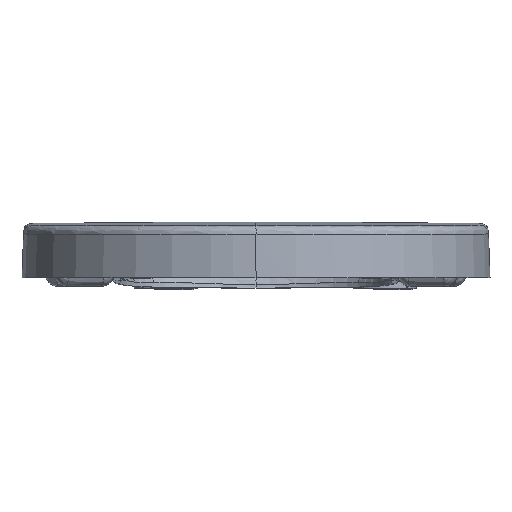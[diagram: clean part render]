
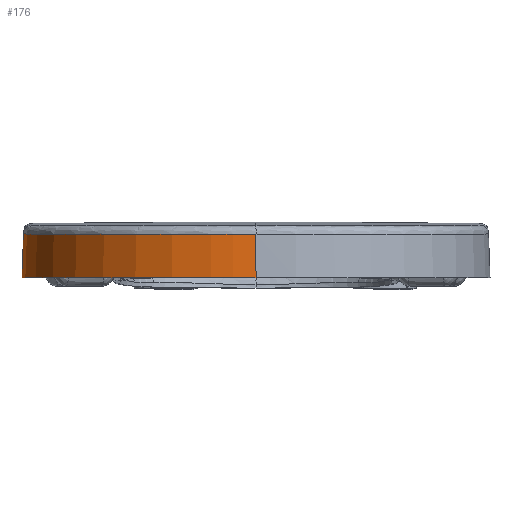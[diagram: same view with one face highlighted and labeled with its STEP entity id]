
A CAD part, front view. The second image highlights one B-rep face of the part: STEP entity #176.
In plain terms, the highlighted free-form (B-spline) face has degree [2, 1] with [9, 2] control points.
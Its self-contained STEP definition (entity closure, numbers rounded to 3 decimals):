
#176=ADVANCED_FACE('',(#967),#12190,.T.);
#967=FACE_OUTER_BOUND('',#1758,.T.);
#1758=EDGE_LOOP('',(#2624,#2625,#2626,#2627));
#2624=ORIENTED_EDGE('',*,*,#6588,.T.);
#2625=ORIENTED_EDGE('',*,*,#6566,.F.);
#2626=ORIENTED_EDGE('',*,*,#6584,.F.);
#2627=ORIENTED_EDGE('',*,*,#6678,.T.);
#6566=EDGE_CURVE('',#10562,#10561,#9048,.T.);
#6584=EDGE_CURVE('',#10569,#10562,#9066,.T.);
#6588=EDGE_CURVE('',#10573,#10561,#9070,.T.);
#6678=EDGE_CURVE('',#10569,#10573,#8567,.T.);
#8567=(
BOUNDED_CURVE()
B_SPLINE_CURVE(2,(#19981,#19982,#19983,#19984,#19985),.UNSPECIFIED.,.F.,
 .F.)
B_SPLINE_CURVE_WITH_KNOTS((3,2,3),(0.,142.64,285.281),
 .UNSPECIFIED.)
CURVE()
GEOMETRIC_REPRESENTATION_ITEM()
RATIONAL_B_SPLINE_CURVE((1.,0.924,1.,0.924,1.))
REPRESENTATION_ITEM('')
);
#9048=B_SPLINE_CURVE_WITH_KNOTS('',3,(#18907,#18908,#18909,#18910,#18911,
#18912,#18913,#18914,#18915,#18916,#18917,#18918,#18919,#18920,#18921,#18922,
#18923,#18924,#18925,#18926,#18927,#18928,#18929,#18930,#18931,#18932,#18933,
#18934,#18935,#18936,#18937,#18938,#18939,#18940,#18941,#18942,#18943,#18944,
#18945,#18946,#18947,#18948),.UNSPECIFIED.,.F.,.F.,(4,1,1,1,1,1,1,1,1,1,
1,1,1,1,1,1,1,1,1,1,1,1,1,1,1,1,1,1,1,1,1,1,1,1,1,1,1,1,1,4),(-283.491,
-276.502,-269.074,-261.796,-254.655,
-247.627,-240.703,-233.885,-227.181,
-220.569,-214.02,-207.5,-200.977,
-194.424,-187.836,-181.229,-174.593,
-167.894,-161.09,-154.132,-146.971,
-139.588,-132.002,-124.291,-116.526,
-108.75,-100.95,-93.105,-85.251,
-77.429,-69.635,-61.854,-54.058,
-46.237,-38.399,-30.575,-22.766,
-14.962,-7.153,0.),.UNSPECIFIED.);
#9066=B_SPLINE_CURVE_WITH_KNOTS('',1,(#19258,#19259),.UNSPECIFIED.,.F.,
 .F.,(2,2),(-33.973,0.),.UNSPECIFIED.);
#9070=B_SPLINE_CURVE_WITH_KNOTS('',1,(#19270,#19271),.UNSPECIFIED.,.F.,
 .F.,(2,2),(0.,33.69),.UNSPECIFIED.);
#10561=VERTEX_POINT('',#18739);
#10562=VERTEX_POINT('',#18740);
#10569=VERTEX_POINT('',#18747);
#10573=VERTEX_POINT('',#18751);
#12190=(
BOUNDED_SURFACE()
B_SPLINE_SURFACE(2,1,((#15042,#15043),(#15044,#15045),(#15046,#15047),(#15048,
#15049),(#15050,#15051),(#15052,#15053),(#15054,#15055),(#15056,#15057),
(#15058,#15059)),.UNSPECIFIED.,.T.,.F.,.F.)
B_SPLINE_SURFACE_WITH_KNOTS((3,2,2,2,3),(2,2),(0.,313.843,627.686,
941.53,1255.373),(0.,5725.017),.UNSPECIFIED.)
GEOMETRIC_REPRESENTATION_ITEM()
RATIONAL_B_SPLINE_SURFACE(((1.,1.),(0.707,0.707),
(1.,1.),(0.707,0.707),(1.,1.),(0.707,
0.707),(1.,1.),(0.707,0.707),(1.,1.)))
REPRESENTATION_ITEM('')
SURFACE()
);
#15042=CARTESIAN_POINT('',(0.,5197.529,130.5));
#15043=CARTESIAN_POINT('',(199.799,-524.001,130.5));
#15044=CARTESIAN_POINT('',(0.,5197.529,130.5));
#15045=CARTESIAN_POINT('',(199.799,-524.001,330.299));
#15046=CARTESIAN_POINT('',(0.,5197.529,130.5));
#15047=CARTESIAN_POINT('',(0.,-524.001,330.299));
#15048=CARTESIAN_POINT('',(0.,5197.529,130.5));
#15049=CARTESIAN_POINT('',(-199.799,-524.001,330.299));
#15050=CARTESIAN_POINT('',(0.,5197.529,130.5));
#15051=CARTESIAN_POINT('',(-199.799,-524.001,130.5));
#15052=CARTESIAN_POINT('',(0.,5197.529,130.5));
#15053=CARTESIAN_POINT('',(-199.799,-524.001,-69.299));
#15054=CARTESIAN_POINT('',(0.,5197.529,130.5));
#15055=CARTESIAN_POINT('',(0.,-524.001,-69.299));
#15056=CARTESIAN_POINT('',(0.,5197.529,130.5));
#15057=CARTESIAN_POINT('',(199.799,-524.001,-69.299));
#15058=CARTESIAN_POINT('',(0.,5197.529,130.5));
#15059=CARTESIAN_POINT('',(199.799,-524.001,130.5));
#18739=CARTESIAN_POINT('',(0.,30.369,310.94));
#18740=CARTESIAN_POINT('',(-180.43,30.652,130.5));
#18747=CARTESIAN_POINT('',(-181.615,-3.3,130.5));
#18751=CARTESIAN_POINT('',(0.,-3.3,312.116));
#18907=CARTESIAN_POINT('',(-180.43,30.652,130.5));
#18908=CARTESIAN_POINT('',(-180.43,30.636,132.829));
#18909=CARTESIAN_POINT('',(-180.338,30.604,137.634));
#18910=CARTESIAN_POINT('',(-179.911,30.562,144.853));
#18911=CARTESIAN_POINT('',(-179.185,30.523,152.1));
#18912=CARTESIAN_POINT('',(-178.188,30.49,159.181));
#18913=CARTESIAN_POINT('',(-176.934,30.462,166.099));
#18914=CARTESIAN_POINT('',(-175.438,30.437,172.858));
#18915=CARTESIAN_POINT('',(-173.714,30.416,179.451));
#18916=CARTESIAN_POINT('',(-171.775,30.399,185.876));
#18917=CARTESIAN_POINT('',(-169.629,30.384,192.141));
#18918=CARTESIAN_POINT('',(-167.276,30.373,198.265));
#18919=CARTESIAN_POINT('',(-164.713,30.363,204.273));
#18920=CARTESIAN_POINT('',(-161.934,30.355,210.184));
#18921=CARTESIAN_POINT('',(-158.933,30.349,216.01));
#18922=CARTESIAN_POINT('',(-155.711,30.344,221.748));
#18923=CARTESIAN_POINT('',(-152.269,30.341,227.389));
#18924=CARTESIAN_POINT('',(-148.6,30.339,232.933));
#18925=CARTESIAN_POINT('',(-144.689,30.338,238.39));
#18926=CARTESIAN_POINT('',(-140.51,30.338,243.781));
#18927=CARTESIAN_POINT('',(-136.027,30.338,249.125));
#18928=CARTESIAN_POINT('',(-131.211,30.339,254.431));
#18929=CARTESIAN_POINT('',(-126.04,30.341,259.689));
#18930=CARTESIAN_POINT('',(-120.524,30.343,264.856));
#18931=CARTESIAN_POINT('',(-114.697,30.346,269.87));
#18932=CARTESIAN_POINT('',(-108.607,30.348,274.669));
#18933=CARTESIAN_POINT('',(-102.291,30.351,279.215));
#18934=CARTESIAN_POINT('',(-95.763,30.354,283.497));
#18935=CARTESIAN_POINT('',(-89.034,30.356,287.505));
#18936=CARTESIAN_POINT('',(-82.134,30.359,291.223));
#18937=CARTESIAN_POINT('',(-75.094,30.361,294.634));
#18938=CARTESIAN_POINT('',(-67.933,30.363,297.726));
#18939=CARTESIAN_POINT('',(-60.652,30.365,300.502));
#18940=CARTESIAN_POINT('',(-53.25,30.366,302.963));
#18941=CARTESIAN_POINT('',(-45.731,30.367,305.105));
#18942=CARTESIAN_POINT('',(-38.119,30.368,306.923));
#18943=CARTESIAN_POINT('',(-30.438,30.369,308.41));
#18944=CARTESIAN_POINT('',(-22.71,30.369,309.562));
#18945=CARTESIAN_POINT('',(-14.945,30.369,310.376));
#18946=CARTESIAN_POINT('',(-7.37,30.369,310.841));
#18947=CARTESIAN_POINT('',(-2.384,30.369,310.94));
#18948=CARTESIAN_POINT('',(0.,30.369,310.94));
#19258=CARTESIAN_POINT('',(-181.615,-3.3,130.5));
#19259=CARTESIAN_POINT('',(-180.43,30.652,130.5));
#19270=CARTESIAN_POINT('',(0.,-3.3,312.116));
#19271=CARTESIAN_POINT('',(0.,30.369,310.94));
#19981=CARTESIAN_POINT('',(-181.615,-3.3,130.5));
#19982=CARTESIAN_POINT('',(-181.615,-3.3,205.728));
#19983=CARTESIAN_POINT('',(-128.422,-3.3,258.922));
#19984=CARTESIAN_POINT('',(-75.228,-3.3,312.116));
#19985=CARTESIAN_POINT('',(0.,-3.3,312.116));
